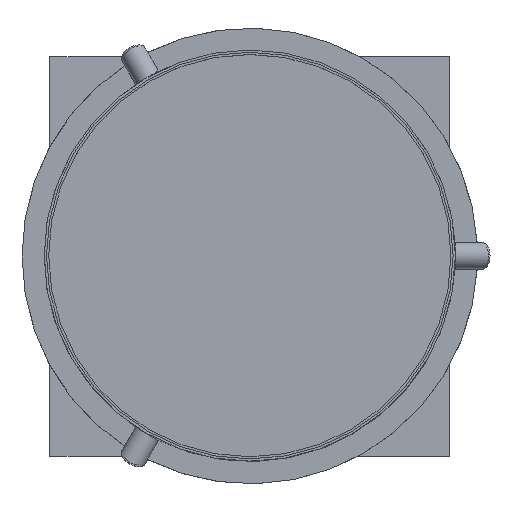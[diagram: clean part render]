
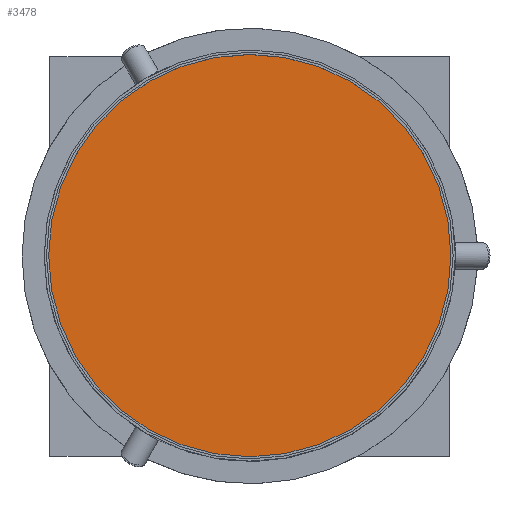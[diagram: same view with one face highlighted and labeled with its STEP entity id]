
A CAD part, top view. The second image highlights one B-rep face of the part: STEP entity #3478.
In plain terms, the highlighted planar face has unit normal (0, 0, 1).
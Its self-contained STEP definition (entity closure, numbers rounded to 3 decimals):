
#423=FACE_OUTER_BOUND('',#667,.T.);
#667=EDGE_LOOP('',(#3011));
#841=CIRCLE('',#3825,453.);
#1690=VERTEX_POINT('',#6455);
#2143=EDGE_CURVE('',#1690,#1690,#841,.T.);
#3011=ORIENTED_EDGE('',*,*,#2143,.T.);
#3303=PLANE('',#3824);
#3478=ADVANCED_FACE('',(#423),#3303,.T.);
#3824=AXIS2_PLACEMENT_3D('',#6454,#4673,#4674);
#3825=AXIS2_PLACEMENT_3D('',#6456,#4675,#4676);
#4673=DIRECTION('center_axis',(0.,0.,1.));
#4674=DIRECTION('ref_axis',(1.,0.,0.));
#4675=DIRECTION('center_axis',(0.,0.,1.));
#4676=DIRECTION('ref_axis',(-1.,0.,0.));
#6454=CARTESIAN_POINT('Origin',(0.,0.,
485.));
#6455=CARTESIAN_POINT('',(453.,0.,485.));
#6456=CARTESIAN_POINT('Origin',(0.,0.,485.));
